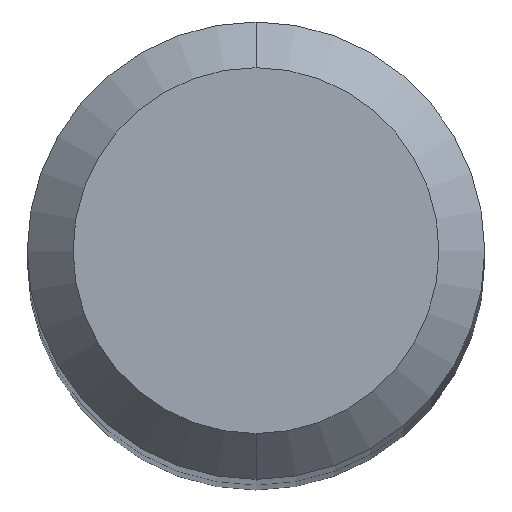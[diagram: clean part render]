
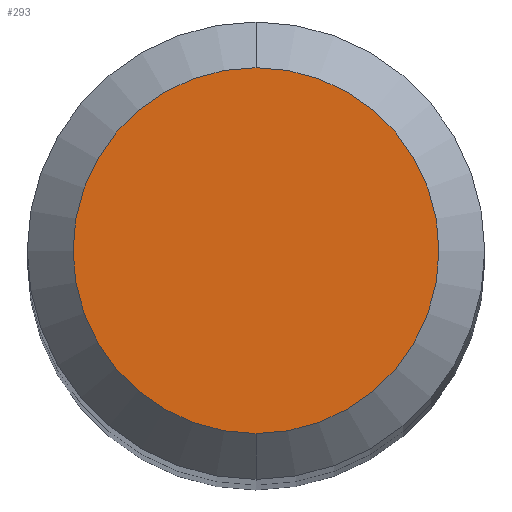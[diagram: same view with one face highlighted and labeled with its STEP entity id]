
A CAD part, top view. The second image highlights one B-rep face of the part: STEP entity #293.
In plain terms, the highlighted planar face has unit normal (0, 0, 1).
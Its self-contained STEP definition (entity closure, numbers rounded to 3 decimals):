
#10 = FACE_OUTER_BOUND ( 'NONE', #289, .T. ) ;
#15 = DIRECTION ( 'NONE',  ( 0., 0., -1. ) ) ;
#21 = DIRECTION ( 'NONE',  ( 0., 0., -1. ) ) ;
#42 = DIRECTION ( 'NONE',  ( 0., 1., 0. ) ) ;
#46 = AXIS2_PLACEMENT_3D ( 'NONE', #165, #15, #116 ) ;
#65 = DIRECTION ( 'NONE',  ( 0., 0., -1. ) ) ;
#69 = CARTESIAN_POINT ( 'NONE',  ( 0., 0., 80. ) ) ;
#72 = CARTESIAN_POINT ( 'NONE',  ( 0., -2.4, 80. ) ) ;
#115 = PLANE ( 'NONE',  #46 ) ;
#116 = DIRECTION ( 'NONE',  ( 0., 1., 0. ) ) ;
#145 = CARTESIAN_POINT ( 'NONE',  ( 0., 2.4, 80. ) ) ;
#156 = ORIENTED_EDGE ( 'NONE', *, *, #204, .F. ) ;
#165 = CARTESIAN_POINT ( 'NONE',  ( 0., 0., 80. ) ) ;
#168 = VERTEX_POINT ( 'NONE', #72 ) ;
#204 = EDGE_CURVE ( 'NONE', #308, #168, #211, .T. ) ;
#211 = CIRCLE ( 'NONE', #267, 2.4 ) ;
#219 = DIRECTION ( 'NONE',  ( 0., 1., 0. ) ) ;
#233 = CIRCLE ( 'NONE', #242, 2.4 ) ;
#238 = CARTESIAN_POINT ( 'NONE',  ( 0., 0., 80. ) ) ;
#242 = AXIS2_PLACEMENT_3D ( 'NONE', #69, #21, #42 ) ;
#261 = EDGE_CURVE ( 'NONE', #168, #308, #233, .T. ) ;
#267 = AXIS2_PLACEMENT_3D ( 'NONE', #238, #65, #219 ) ;
#282 = ORIENTED_EDGE ( 'NONE', *, *, #261, .F. ) ;
#289 = EDGE_LOOP ( 'NONE', ( #156, #282 ) ) ;
#293 = ADVANCED_FACE ( 'NONE', ( #10 ), #115, .F. ) ;
#308 = VERTEX_POINT ( 'NONE', #145 ) ;
